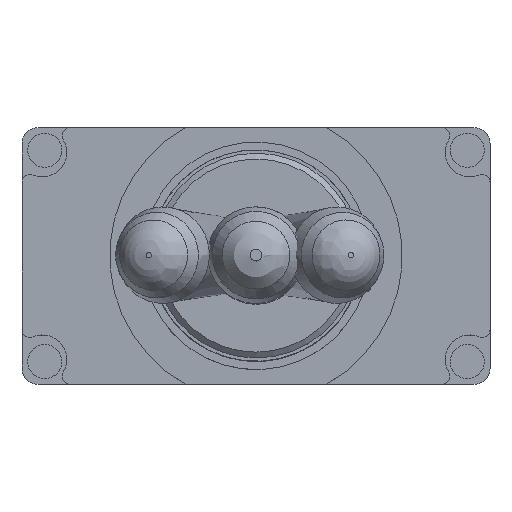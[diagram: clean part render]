
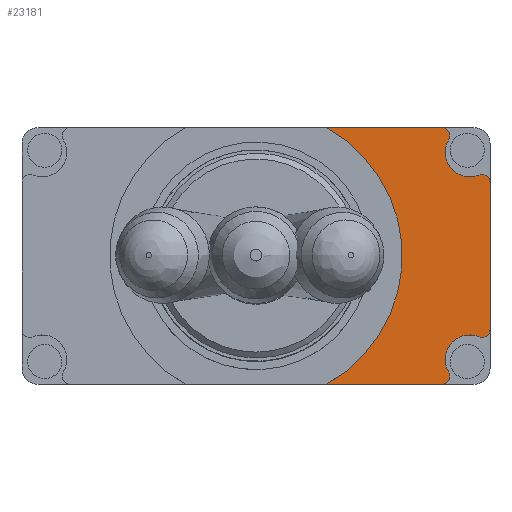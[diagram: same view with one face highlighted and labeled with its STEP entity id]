
A CAD part, top view. The second image highlights one B-rep face of the part: STEP entity #23181.
In plain terms, the highlighted planar face has unit normal (0, 0, 1).
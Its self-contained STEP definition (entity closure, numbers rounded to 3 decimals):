
#561=CIRCLE('',#24152,1.5);
#563=CIRCLE('',#24155,0.5);
#565=CIRCLE('',#24158,1.5);
#567=CIRCLE('',#24161,0.5);
#581=CIRCLE('',#24186,0.5);
#588=CIRCLE('',#24200,9.);
#589=CIRCLE('',#24201,0.5);
#1560=LINE('',#49853,#2611);
#1582=LINE('',#49936,#2633);
#1583=LINE('',#49940,#2634);
#2611=VECTOR('',#26946,1000.);
#2633=VECTOR('',#27040,1000.);
#2634=VECTOR('',#27043,1000.);
#7131=ORIENTED_EDGE('',*,*,#9952,.F.);
#7132=ORIENTED_EDGE('',*,*,#9959,.T.);
#7133=ORIENTED_EDGE('',*,*,#9945,.T.);
#7134=ORIENTED_EDGE('',*,*,#9941,.T.);
#7135=ORIENTED_EDGE('',*,*,#9986,.T.);
#7136=ORIENTED_EDGE('',*,*,#10000,.T.);
#7137=ORIENTED_EDGE('',*,*,#10001,.T.);
#7138=ORIENTED_EDGE('',*,*,#10002,.T.);
#7139=ORIENTED_EDGE('',*,*,#10003,.F.);
#7140=ORIENTED_EDGE('',*,*,#9948,.F.);
#9941=EDGE_CURVE('',#11745,#11746,#561,.T.);
#9945=EDGE_CURVE('',#11749,#11745,#563,.T.);
#9948=EDGE_CURVE('',#11751,#11752,#565,.T.);
#9952=EDGE_CURVE('',#11755,#11751,#567,.T.);
#9959=EDGE_CURVE('',#11755,#11749,#1560,.T.);
#9986=EDGE_CURVE('',#11746,#11777,#581,.T.);
#10000=EDGE_CURVE('',#11777,#11784,#1582,.T.);
#10001=EDGE_CURVE('',#11784,#11785,#588,.T.);
#10002=EDGE_CURVE('',#11785,#11786,#1583,.T.);
#10003=EDGE_CURVE('',#11752,#11786,#589,.T.);
#11745=VERTEX_POINT('',#49818);
#11746=VERTEX_POINT('',#49819);
#11749=VERTEX_POINT('',#49827);
#11751=VERTEX_POINT('',#49833);
#11752=VERTEX_POINT('',#49834);
#11755=VERTEX_POINT('',#49842);
#11777=VERTEX_POINT('',#49909);
#11784=VERTEX_POINT('',#49937);
#11785=VERTEX_POINT('',#49939);
#11786=VERTEX_POINT('',#49941);
#14209=EDGE_LOOP('',(#7131,#7132,#7133,#7134,#7135,#7136,#7137,#7138,#7139,
#7140));
#15480=FACE_BOUND('',#14209,.T.);
#16284=PLANE('',#24199);
#23181=ADVANCED_FACE('',(#15480),#16284,.F.);
#24152=AXIS2_PLACEMENT_3D('',#49817,#26912,#26913);
#24155=AXIS2_PLACEMENT_3D('',#49826,#26920,#26921);
#24158=AXIS2_PLACEMENT_3D('',#49832,#26927,#26928);
#24161=AXIS2_PLACEMENT_3D('',#49841,#26935,#26936);
#24186=AXIS2_PLACEMENT_3D('',#49908,#27005,#27006);
#24199=AXIS2_PLACEMENT_3D('',#49935,#27038,#27039);
#24200=AXIS2_PLACEMENT_3D('',#49938,#27041,#27042);
#24201=AXIS2_PLACEMENT_3D('',#49942,#27044,#27045);
#26912=DIRECTION('',(0.,0.,-1.));
#26913=DIRECTION('',(1.,0.,0.));
#26920=DIRECTION('',(0.,0.,1.));
#26921=DIRECTION('',(1.,0.,0.));
#26927=DIRECTION('',(0.,0.,1.));
#26928=DIRECTION('',(1.,0.,0.));
#26935=DIRECTION('',(0.,0.,-1.));
#26936=DIRECTION('',(1.,0.,0.));
#26946=DIRECTION('',(0.,1.,0.));
#27005=DIRECTION('',(0.,0.,1.));
#27006=DIRECTION('',(-1.,0.,0.));
#27038=DIRECTION('',(0.,0.,-1.));
#27039=DIRECTION('',(-1.,0.,0.));
#27040=DIRECTION('',(-1.,0.,0.));
#27041=DIRECTION('',(0.,0.,-1.));
#27042=DIRECTION('',(-1.,0.,0.));
#27043=DIRECTION('',(1.,0.,0.));
#27044=DIRECTION('',(0.,0.,-1.));
#27045=DIRECTION('',(-1.,0.,0.));
#49817=CARTESIAN_POINT('',(13.139,6.364,1.7));
#49818=CARTESIAN_POINT('',(13.71,4.976,1.7));
#49819=CARTESIAN_POINT('',(11.857,7.141,1.7));
#49826=CARTESIAN_POINT('',(13.9,4.514,1.7));
#49827=CARTESIAN_POINT('',(14.4,4.514,1.7));
#49832=CARTESIAN_POINT('',(13.139,-6.364,1.7));
#49833=CARTESIAN_POINT('',(13.71,-4.976,1.7));
#49834=CARTESIAN_POINT('',(11.857,-7.141,1.7));
#49841=CARTESIAN_POINT('',(13.9,-4.514,1.7));
#49842=CARTESIAN_POINT('',(14.4,-4.514,1.7));
#49853=CARTESIAN_POINT('',(14.4,-6.9,1.7));
#49908=CARTESIAN_POINT('',(11.429,7.4,1.7));
#49909=CARTESIAN_POINT('',(11.429,7.9,1.7));
#49935=CARTESIAN_POINT('',(0.,0.,1.7));
#49936=CARTESIAN_POINT('',(13.4,7.9,1.7));
#49937=CARTESIAN_POINT('',(4.312,7.9,1.7));
#49938=CARTESIAN_POINT('',(0.,0.,1.7));
#49939=CARTESIAN_POINT('',(4.312,-7.9,1.7));
#49940=CARTESIAN_POINT('',(4.312,-7.9,1.7));
#49941=CARTESIAN_POINT('',(11.429,-7.9,1.7));
#49942=CARTESIAN_POINT('',(11.429,-7.4,1.7));
